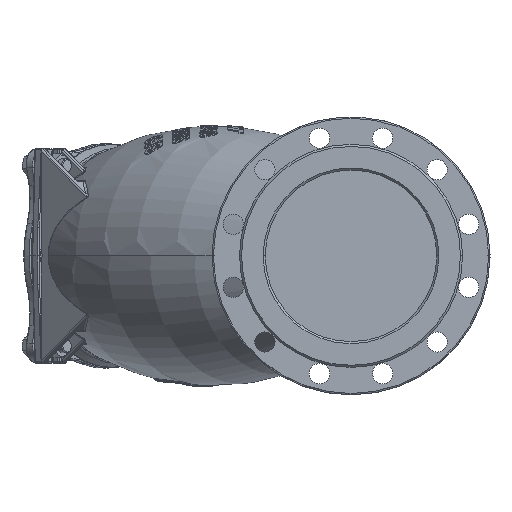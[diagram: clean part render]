
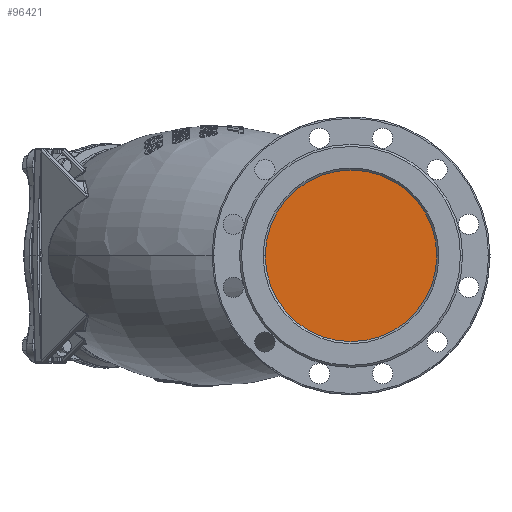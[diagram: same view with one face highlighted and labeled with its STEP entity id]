
A CAD part, left-side view. The second image highlights one B-rep face of the part: STEP entity #96421.
In plain terms, the highlighted planar face has unit normal (-1, 0, 0).
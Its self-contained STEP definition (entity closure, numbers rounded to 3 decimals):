
#5776 = FACE_OUTER_BOUND ( 'NONE', #70513, .T. ) ;
#8069 = ORIENTED_EDGE ( 'NONE', *, *, #8510, .F. ) ;
#8071 = ORIENTED_EDGE ( 'NONE', *, *, #74378, .F. ) ;
#8510 = EDGE_CURVE ( 'NONE', #77114, #75491, #10786, .T. ) ;
#10786 = CIRCLE ( 'NONE', #45163, 125. ) ;
#17771 = CARTESIAN_POINT ( 'NONE',  ( -312.5, 0., 0. ) ) ;
#17772 = DIRECTION ( 'NONE',  ( 1., 0., 0. ) ) ;
#17773 = DIRECTION ( 'NONE',  ( 0., -1., 0. ) ) ;
#20768 = PLANE ( 'NONE',  #53434 ) ;
#20770 = CARTESIAN_POINT ( 'NONE',  ( -312.5, 0., 0. ) ) ;
#20772 = DIRECTION ( 'NONE',  ( -1., 0., 0. ) ) ;
#20774 = DIRECTION ( 'NONE',  ( 0., -1., 0. ) ) ;
#43263 = CIRCLE ( 'NONE', #76677, 125. ) ;
#45163 = AXIS2_PLACEMENT_3D ( 'NONE', #17771, #17772, #17773 ) ;
#46237 = CARTESIAN_POINT ( 'NONE',  ( -312.5, 0., 0. ) ) ;
#46239 = DIRECTION ( 'NONE',  ( 1., 0., 0. ) ) ;
#46242 = DIRECTION ( 'NONE',  ( 0., -1., 0. ) ) ;
#53434 = AXIS2_PLACEMENT_3D ( 'NONE', #20770, #20772, #20774 ) ;
#54406 = CARTESIAN_POINT ( 'NONE',  ( -312.5, 125., 0. ) ) ;
#54946 = CARTESIAN_POINT ( 'NONE',  ( -312.5, -125., 0. ) ) ;
#70513 = EDGE_LOOP ( 'NONE', ( #8069, #8071 ) ) ;
#74378 = EDGE_CURVE ( 'NONE', #75491, #77114, #43263, .T. ) ;
#75491 = VERTEX_POINT ( 'NONE', #54406 ) ;
#76677 = AXIS2_PLACEMENT_3D ( 'NONE', #46237, #46239, #46242 ) ;
#77114 = VERTEX_POINT ( 'NONE', #54946 ) ;
#96421 = ADVANCED_FACE ( 'NONE', ( #5776 ), #20768, .T. ) ;
